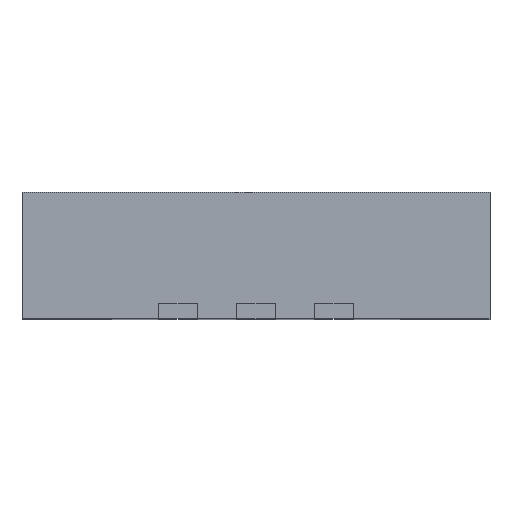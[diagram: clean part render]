
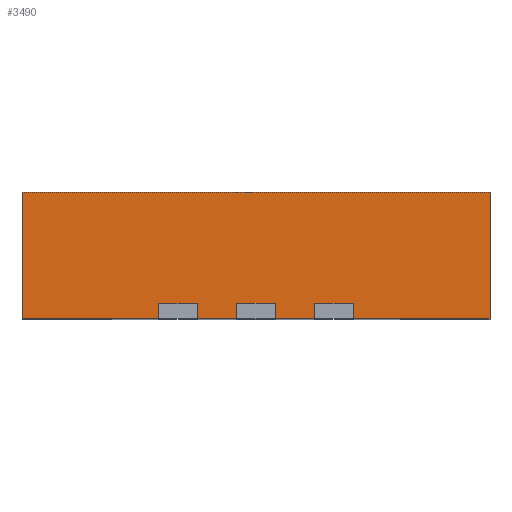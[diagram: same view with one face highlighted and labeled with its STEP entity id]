
A CAD part, top view. The second image highlights one B-rep face of the part: STEP entity #3490.
In plain terms, the highlighted planar face has unit normal (0, 0, 1).
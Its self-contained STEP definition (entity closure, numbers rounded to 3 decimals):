
#164 = VERTEX_POINT ( 'NONE', #1527 ) ;
#172 = VERTEX_POINT ( 'NONE', #803 ) ;
#185 = LINE ( 'NONE', #1707, #1663 ) ;
#213 = CARTESIAN_POINT ( 'NONE',  ( -0.375, 0.1, 1.25 ) ) ;
#215 = CARTESIAN_POINT ( 'NONE',  ( -0.375, 0., 1.25 ) ) ;
#242 = CARTESIAN_POINT ( 'NONE',  ( -1.5, 0., 1.25 ) ) ;
#332 = VERTEX_POINT ( 'NONE', #3687 ) ;
#337 = CARTESIAN_POINT ( 'NONE',  ( -1.5, 0.81, 1.25 ) ) ;
#348 = CARTESIAN_POINT ( 'NONE',  ( -1.5, 0.81, 1.25 ) ) ;
#371 = DIRECTION ( 'NONE',  ( 0., 0., -1. ) ) ;
#372 = CARTESIAN_POINT ( 'NONE',  ( 0.125, 0.1, 1.25 ) ) ;
#404 = EDGE_CURVE ( 'NONE', #3468, #1420, #1811, .T. ) ;
#410 = VERTEX_POINT ( 'NONE', #2453 ) ;
#461 = VERTEX_POINT ( 'NONE', #4102 ) ;
#586 = ORIENTED_EDGE ( 'NONE', *, *, #3842, .F. ) ;
#640 = VECTOR ( 'NONE', #4088, 1000. ) ;
#655 = VECTOR ( 'NONE', #4691, 1000. ) ;
#675 = FACE_OUTER_BOUND ( 'NONE', #919, .T. ) ;
#699 = ORIENTED_EDGE ( 'NONE', *, *, #2172, .T. ) ;
#700 = CARTESIAN_POINT ( 'NONE',  ( -1.5, 0.81, 1.25 ) ) ;
#736 = DIRECTION ( 'NONE',  ( 0., -1., 0. ) ) ;
#787 = VERTEX_POINT ( 'NONE', #3925 ) ;
#803 = CARTESIAN_POINT ( 'NONE',  ( 0.625, 0., 1.25 ) ) ;
#815 = LINE ( 'NONE', #4197, #3167 ) ;
#841 = LINE ( 'NONE', #4199, #4613 ) ;
#874 = VECTOR ( 'NONE', #1656, 1000. ) ;
#919 = EDGE_LOOP ( 'NONE', ( #2185, #2202, #3135, #3870, #586, #2184, #2748, #1932, #1973, #1547, #4289, #3730, #4782, #1951, #1765, #699 ) ) ;
#1138 = CARTESIAN_POINT ( 'NONE',  ( -0.125, 0., 1.25 ) ) ;
#1186 = VECTOR ( 'NONE', #2122, 1000. ) ;
#1196 = VERTEX_POINT ( 'NONE', #213 ) ;
#1206 = CARTESIAN_POINT ( 'NONE',  ( -1.5, 0., 1.25 ) ) ;
#1372 = PLANE ( 'NONE',  #1960 ) ;
#1397 = DIRECTION ( 'NONE',  ( -1., 0., 0. ) ) ;
#1420 = VERTEX_POINT ( 'NONE', #3322 ) ;
#1527 = CARTESIAN_POINT ( 'NONE',  ( 0.125, 0.1, 1.25 ) ) ;
#1547 = ORIENTED_EDGE ( 'NONE', *, *, #404, .F. ) ;
#1586 = DIRECTION ( 'NONE',  ( 1., 0., 0. ) ) ;
#1602 = DIRECTION ( 'NONE',  ( 1., 0., 0. ) ) ;
#1610 = CARTESIAN_POINT ( 'NONE',  ( -0.625, 0., 1.25 ) ) ;
#1616 = VERTEX_POINT ( 'NONE', #1138 ) ;
#1628 = CARTESIAN_POINT ( 'NONE',  ( -1.5, 0.81, 1.25 ) ) ;
#1656 = DIRECTION ( 'NONE',  ( 0., -1., 0. ) ) ;
#1663 = VECTOR ( 'NONE', #3979, 1000. ) ;
#1690 = EDGE_CURVE ( 'NONE', #164, #2895, #3325, .T. ) ;
#1707 = CARTESIAN_POINT ( 'NONE',  ( 1.5, 0.81, 1.25 ) ) ;
#1735 = CARTESIAN_POINT ( 'NONE',  ( -0.125, 0.1, 1.25 ) ) ;
#1753 = LINE ( 'NONE', #4730, #3097 ) ;
#1765 = ORIENTED_EDGE ( 'NONE', *, *, #2773, .T. ) ;
#1786 = CARTESIAN_POINT ( 'NONE',  ( -0.125, 0.1, 1.25 ) ) ;
#1811 = LINE ( 'NONE', #337, #4764 ) ;
#1852 = EDGE_CURVE ( 'NONE', #1420, #461, #185, .T. ) ;
#1913 = EDGE_CURVE ( 'NONE', #3195, #1616, #3147, .T. ) ;
#1932 = ORIENTED_EDGE ( 'NONE', *, *, #2782, .T. ) ;
#1951 = ORIENTED_EDGE ( 'NONE', *, *, #2203, .T. ) ;
#1960 = AXIS2_PLACEMENT_3D ( 'NONE', #348, #371, #1397 ) ;
#1973 = ORIENTED_EDGE ( 'NONE', *, *, #1852, .F. ) ;
#1984 = VECTOR ( 'NONE', #3571, 1000. ) ;
#2012 = LINE ( 'NONE', #3868, #3274 ) ;
#2122 = DIRECTION ( 'NONE',  ( 0., -1., 0. ) ) ;
#2138 = VERTEX_POINT ( 'NONE', #4522 ) ;
#2172 = EDGE_CURVE ( 'NONE', #3452, #1616, #2367, .T. ) ;
#2184 = ORIENTED_EDGE ( 'NONE', *, *, #2508, .T. ) ;
#2185 = ORIENTED_EDGE ( 'NONE', *, *, #1913, .F. ) ;
#2202 = ORIENTED_EDGE ( 'NONE', *, *, #2522, .T. ) ;
#2203 = EDGE_CURVE ( 'NONE', #410, #1196, #841, .T. ) ;
#2289 = DIRECTION ( 'NONE',  ( 1., 0., 0. ) ) ;
#2300 = EDGE_CURVE ( 'NONE', #3468, #787, #2807, .T. ) ;
#2367 = LINE ( 'NONE', #1206, #2671 ) ;
#2453 = CARTESIAN_POINT ( 'NONE',  ( -0.625, 0.1, 1.25 ) ) ;
#2508 = EDGE_CURVE ( 'NONE', #2138, #3161, #2711, .T. ) ;
#2522 = EDGE_CURVE ( 'NONE', #3195, #164, #815, .T. ) ;
#2615 = VECTOR ( 'NONE', #2289, 1000. ) ;
#2623 = CARTESIAN_POINT ( 'NONE',  ( 0.625, 0.1, 1.25 ) ) ;
#2640 = DIRECTION ( 'NONE',  ( 1., 0., 0. ) ) ;
#2671 = VECTOR ( 'NONE', #1586, 1000. ) ;
#2711 = LINE ( 'NONE', #3006, #2785 ) ;
#2743 = CARTESIAN_POINT ( 'NONE',  ( 0.125, 0., 1.25 ) ) ;
#2748 = ORIENTED_EDGE ( 'NONE', *, *, #4669, .T. ) ;
#2773 = EDGE_CURVE ( 'NONE', #1196, #3452, #1753, .T. ) ;
#2782 = EDGE_CURVE ( 'NONE', #172, #461, #3997, .T. ) ;
#2785 = VECTOR ( 'NONE', #1602, 1000. ) ;
#2807 = LINE ( 'NONE', #1628, #874 ) ;
#2814 = DIRECTION ( 'NONE',  ( 1., 0., 0. ) ) ;
#2857 = CARTESIAN_POINT ( 'NONE',  ( 0.375, 0.1, 1.25 ) ) ;
#2895 = VERTEX_POINT ( 'NONE', #2743 ) ;
#3006 = CARTESIAN_POINT ( 'NONE',  ( 0.375, 0.1, 1.25 ) ) ;
#3052 = VECTOR ( 'NONE', #3399, 1000. ) ;
#3097 = VECTOR ( 'NONE', #736, 1000. ) ;
#3103 = LINE ( 'NONE', #4505, #3052 ) ;
#3135 = ORIENTED_EDGE ( 'NONE', *, *, #1690, .T. ) ;
#3147 = LINE ( 'NONE', #1735, #655 ) ;
#3161 = VERTEX_POINT ( 'NONE', #2623 ) ;
#3167 = VECTOR ( 'NONE', #2640, 1000. ) ;
#3195 = VERTEX_POINT ( 'NONE', #1786 ) ;
#3274 = VECTOR ( 'NONE', #4672, 1000. ) ;
#3295 = LINE ( 'NONE', #2857, #1186 ) ;
#3322 = CARTESIAN_POINT ( 'NONE',  ( 1.5, 0.81, 1.25 ) ) ;
#3325 = LINE ( 'NONE', #372, #640 ) ;
#3396 = EDGE_CURVE ( 'NONE', #410, #4575, #2012, .T. ) ;
#3399 = DIRECTION ( 'NONE',  ( 0., -1., 0. ) ) ;
#3452 = VERTEX_POINT ( 'NONE', #215 ) ;
#3468 = VERTEX_POINT ( 'NONE', #700 ) ;
#3490 = ADVANCED_FACE ( 'NONE', ( #675 ), #1372, .F. ) ;
#3571 = DIRECTION ( 'NONE',  ( 1., 0., 0. ) ) ;
#3687 = CARTESIAN_POINT ( 'NONE',  ( 0.375, 0., 1.25 ) ) ;
#3730 = ORIENTED_EDGE ( 'NONE', *, *, #4201, .T. ) ;
#3819 = LINE ( 'NONE', #4580, #2615 ) ;
#3842 = EDGE_CURVE ( 'NONE', #2138, #332, #3295, .T. ) ;
#3868 = CARTESIAN_POINT ( 'NONE',  ( -0.625, 0.1, 1.25 ) ) ;
#3870 = ORIENTED_EDGE ( 'NONE', *, *, #4372, .T. ) ;
#3925 = CARTESIAN_POINT ( 'NONE',  ( -1.5, 0., 1.25 ) ) ;
#3979 = DIRECTION ( 'NONE',  ( 0., -1., 0. ) ) ;
#3989 = LINE ( 'NONE', #242, #1984 ) ;
#3997 = LINE ( 'NONE', #4071, #4033 ) ;
#4033 = VECTOR ( 'NONE', #4439, 1000. ) ;
#4071 = CARTESIAN_POINT ( 'NONE',  ( -1.5, 0., 1.25 ) ) ;
#4088 = DIRECTION ( 'NONE',  ( 0., -1., 0. ) ) ;
#4102 = CARTESIAN_POINT ( 'NONE',  ( 1.5, 0., 1.25 ) ) ;
#4156 = DIRECTION ( 'NONE',  ( 1., 0., 0. ) ) ;
#4197 = CARTESIAN_POINT ( 'NONE',  ( -0.125, 0.1, 1.25 ) ) ;
#4199 = CARTESIAN_POINT ( 'NONE',  ( -0.625, 0.1, 1.25 ) ) ;
#4201 = EDGE_CURVE ( 'NONE', #787, #4575, #3819, .T. ) ;
#4289 = ORIENTED_EDGE ( 'NONE', *, *, #2300, .T. ) ;
#4372 = EDGE_CURVE ( 'NONE', #2895, #332, #3989, .T. ) ;
#4439 = DIRECTION ( 'NONE',  ( 1., 0., 0. ) ) ;
#4505 = CARTESIAN_POINT ( 'NONE',  ( 0.625, 0.1, 1.25 ) ) ;
#4522 = CARTESIAN_POINT ( 'NONE',  ( 0.375, 0.1, 1.25 ) ) ;
#4575 = VERTEX_POINT ( 'NONE', #1610 ) ;
#4580 = CARTESIAN_POINT ( 'NONE',  ( -1.5, 0., 1.25 ) ) ;
#4613 = VECTOR ( 'NONE', #4156, 1000. ) ;
#4669 = EDGE_CURVE ( 'NONE', #3161, #172, #3103, .T. ) ;
#4672 = DIRECTION ( 'NONE',  ( 0., -1., 0. ) ) ;
#4691 = DIRECTION ( 'NONE',  ( 0., -1., 0. ) ) ;
#4730 = CARTESIAN_POINT ( 'NONE',  ( -0.375, 0.1, 1.25 ) ) ;
#4764 = VECTOR ( 'NONE', #2814, 1000. ) ;
#4782 = ORIENTED_EDGE ( 'NONE', *, *, #3396, .F. ) ;
